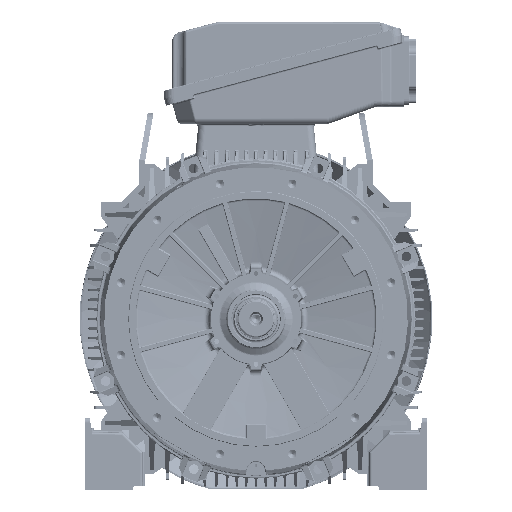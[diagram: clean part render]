
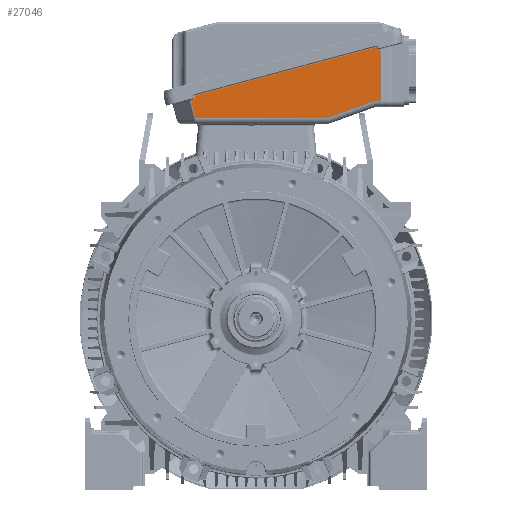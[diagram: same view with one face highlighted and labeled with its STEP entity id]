
A CAD part, front view. The second image highlights one B-rep face of the part: STEP entity #27046.
In plain terms, the highlighted planar face has unit normal (0, -1, -0.013).
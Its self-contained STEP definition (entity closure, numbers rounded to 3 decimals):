
#27046 = ADVANCED_FACE( '', ( #61300 ), #61301, .T. );
#61300 = FACE_OUTER_BOUND( '', #168493, .T. );
#61301 = PLANE( '', #168494 );
#168493 = EDGE_LOOP( '', ( #298981, #298982, #298983, #298984, #298985, #298986, #298987, #298988, #298989, #298990, #298991, #298992, #298993, #298994, #298995 ) );
#168494 = AXIS2_PLACEMENT_3D( '', #298996, #298997, #298998 );
#298981 = ORIENTED_EDGE( '', *, *, #373692, .T. );
#298982 = ORIENTED_EDGE( '', *, *, #357134, .T. );
#298983 = ORIENTED_EDGE( '', *, *, #336890, .T. );
#298984 = ORIENTED_EDGE( '', *, *, #339158, .T. );
#298985 = ORIENTED_EDGE( '', *, *, #373693, .T. );
#298986 = ORIENTED_EDGE( '', *, *, #373694, .T. );
#298987 = ORIENTED_EDGE( '', *, *, #366115, .T. );
#298988 = ORIENTED_EDGE( '', *, *, #373695, .T. );
#298989 = ORIENTED_EDGE( '', *, *, #351829, .T. );
#298990 = ORIENTED_EDGE( '', *, *, #373696, .T. );
#298991 = ORIENTED_EDGE( '', *, *, #373697, .T. );
#298992 = ORIENTED_EDGE( '', *, *, #341419, .T. );
#298993 = ORIENTED_EDGE( '', *, *, #343657, .T. );
#298994 = ORIENTED_EDGE( '', *, *, #366471, .T. );
#298995 = ORIENTED_EDGE( '', *, *, #352600, .T. );
#298996 = CARTESIAN_POINT( '', ( 260.149, 23., 569.208 ) );
#298997 = DIRECTION( '', ( 0., -1., -0.013 ) );
#298998 = DIRECTION( '', ( -1., 0., 0. ) );
#336890 = EDGE_CURVE( '', #382215, #382213, #382216, .T. );
#339158 = EDGE_CURVE( '', #382213, #386318, #386320, .T. );
#341419 = EDGE_CURVE( '', #390323, #390321, #390324, .T. );
#343657 = EDGE_CURVE( '', #390321, #394205, #394207, .T. );
#351829 = EDGE_CURVE( '', #383986, #407817, #407818, .T. );
#352600 = EDGE_CURVE( '', #403798, #409042, #409044, .T. );
#357134 = EDGE_CURVE( '', #416080, #382215, #416081, .T. );
#366115 = EDGE_CURVE( '', #429428, #429426, #429429, .T. );
#366471 = EDGE_CURVE( '', #394205, #403798, #429914, .T. );
#373692 = EDGE_CURVE( '', #409042, #416080, #439389, .T. );
#373693 = EDGE_CURVE( '', #386318, #439390, #439391, .T. );
#373694 = EDGE_CURVE( '', #439390, #429428, #439392, .T. );
#373695 = EDGE_CURVE( '', #429426, #383986, #439393, .T. );
#373696 = EDGE_CURVE( '', #407817, #439394, #439395, .T. );
#373697 = EDGE_CURVE( '', #439394, #390323, #439396, .T. );
#382213 = VERTEX_POINT( '', #449897 );
#382215 = VERTEX_POINT( '', #449899 );
#382216 = ELLIPSE( '', #449900, 4., 4. );
#383986 = VERTEX_POINT( '', #455124 );
#386318 = VERTEX_POINT( '', #463346 );
#386320 = LINE( '', #463348, #463349 );
#390321 = VERTEX_POINT( '', #475507 );
#390323 = VERTEX_POINT( '', #475509 );
#390324 = LINE( '', #475510, #475511 );
#394205 = VERTEX_POINT( '', #488617 );
#394207 = ELLIPSE( '', #488619, 27.002, 27. );
#403798 = VERTEX_POINT( '', #516736 );
#407817 = VERTEX_POINT( '', #528205 );
#407818 = LINE( '', #528206, #528207 );
#409042 = VERTEX_POINT( '', #532011 );
#409044 = B_SPLINE_CURVE_WITH_KNOTS( '', 1, ( #532028, #532029 ), .UNSPECIFIED., .F., .F., ( 2, 2 ), ( 0., 1. ), .UNSPECIFIED. );
#416080 = VERTEX_POINT( '', #553278 );
#416081 = LINE( '', #553279, #553280 );
#429426 = VERTEX_POINT( '', #587989 );
#429428 = VERTEX_POINT( '', #587991 );
#429429 = ELLIPSE( '', #587992, 4., 4. );
#429914 = LINE( '', #589598, #589599 );
#439389 = LINE( '', #617045, #617046 );
#439390 = VERTEX_POINT( '', #617047 );
#439391 = LINE( '', #617048, #617049 );
#439392 = LINE( '', #617050, #617051 );
#439393 = LINE( '', #617052, #617053 );
#439394 = VERTEX_POINT( '', #617054 );
#439395 = LINE( '', #617055, #617056 );
#439396 = ELLIPSE( '', #617057, 3., 3. );
#449897 = CARTESIAN_POINT( '', ( 250.296, 23.115, 560.396 ) );
#449899 = CARTESIAN_POINT( '', ( 255.195, 23.152, 557.567 ) );
#449900 = AXIS2_PLACEMENT_3D( '', #642428, #642429, #642430 );
#455124 = CARTESIAN_POINT( '', ( -134.741, 24.52, 453.084 ) );
#463346 = CARTESIAN_POINT( '', ( 249.519, 23.077, 563.294 ) );
#463348 = CARTESIAN_POINT( '', ( 248.753, 23.04, 566.155 ) );
#463349 = VECTOR( '', #644846, 1000. );
#475507 = CARTESIAN_POINT( '', ( 242.472, 24.557, 450.247 ) );
#475509 = CARTESIAN_POINT( '', ( 147.398, 25.005, 416.02 ) );
#475510 = CARTESIAN_POINT( '', ( 242.522, 24.557, 450.265 ) );
#475511 = VECTOR( '', #647187, 1000. );
#488617 = CARTESIAN_POINT( '', ( 251.618, 24.536, 451.843 ) );
#488619 = AXIS2_PLACEMENT_3D( '', #649476, #649477, #649478 );
#516736 = CARTESIAN_POINT( '', ( 259.613, 24.536, 451.843 ) );
#528205 = CARTESIAN_POINT( '', ( -125.267, 25.008, 415.843 ) );
#528206 = CARTESIAN_POINT( '', ( -138.488, 24.327, 467.814 ) );
#528207 = VECTOR( '', #658288, 1000. );
#532011 = CARTESIAN_POINT( '', ( 259.612, 24.535, 451.935 ) );
#532028 = CARTESIAN_POINT( '', ( 259.613, 24.536, 451.843 ) );
#532029 = CARTESIAN_POINT( '', ( 259.612, 24.535, 451.935 ) );
#553278 = CARTESIAN_POINT( '', ( 258.219, 23.142, 558.378 ) );
#553279 = CARTESIAN_POINT( '', ( 262.727, 23.126, 559.586 ) );
#553280 = VECTOR( '', #663481, 1000. );
#587989 = CARTESIAN_POINT( '', ( -128.969, 24.5, 454.631 ) );
#587991 = CARTESIAN_POINT( '', ( -126.14, 24.436, 459.53 ) );
#587992 = AXIS2_PLACEMENT_3D( '', #672280, #672281, #672282 );
#589598 = CARTESIAN_POINT( '', ( 261.84, 24.536, 451.843 ) );
#589599 = VECTOR( '', #672581, 1000. );
#617045 = CARTESIAN_POINT( '', ( 258.077, 23., 569.181 ) );
#617046 = VECTOR( '', #679281, 1000. );
#617047 = CARTESIAN_POINT( '', ( -126.917, 24.398, 462.428 ) );
#617048 = CARTESIAN_POINT( '', ( 260.915, 23.037, 566.347 ) );
#617049 = VECTOR( '', #679282, 1000. );
#617050 = CARTESIAN_POINT( '', ( -126.13, 24.436, 459.493 ) );
#617051 = VECTOR( '', #679283, 1000. );
#617052 = CARTESIAN_POINT( '', ( 262.727, 23.126, 559.586 ) );
#617053 = VECTOR( '', #679284, 1000. );
#617054 = CARTESIAN_POINT( '', ( 146.382, 25.008, 415.843 ) );
#617055 = CARTESIAN_POINT( '', ( 146.382, 25.008, 415.843 ) );
#617056 = VECTOR( '', #679285, 1000. );
#617057 = AXIS2_PLACEMENT_3D( '', #679286, #679287, #679288 );
#642428 = CARTESIAN_POINT( '', ( 254.16, 23.102, 561.431 ) );
#642429 = DIRECTION( '', ( 0., 1., 0.013 ) );
#642430 = DIRECTION( '', ( 0., 0.013, -1. ) );
#644846 = DIRECTION( '', ( -0.259, -0.013, 0.966 ) );
#647187 = DIRECTION( '', ( 0.941, -0.004, 0.339 ) );
#649476 = CARTESIAN_POINT( '', ( 251.618, 24.89, 424.843 ) );
#649477 = DIRECTION( '', ( 0., 1., 0.013 ) );
#649478 = DIRECTION( '', ( 0., -0.013, 1. ) );
#658288 = DIRECTION( '', ( 0.247, 0.013, -0.969 ) );
#663481 = DIRECTION( '', ( -0.966, 0.003, -0.259 ) );
#672280 = CARTESIAN_POINT( '', ( -130.004, 24.449, 458.495 ) );
#672281 = DIRECTION( '', ( 0., 1., 0.013 ) );
#672282 = DIRECTION( '', ( 0., -0.013, 1. ) );
#672581 = DIRECTION( '', ( 1., 0., 0. ) );
#679281 = DIRECTION( '', ( -0.013, -0.013, 1. ) );
#679282 = DIRECTION( '', ( -0.966, 0.003, -0.259 ) );
#679283 = DIRECTION( '', ( 0.259, 0.013, -0.966 ) );
#679284 = DIRECTION( '', ( -0.966, 0.003, -0.259 ) );
#679285 = DIRECTION( '', ( 1., 0., 0. ) );
#679286 = CARTESIAN_POINT( '', ( 146.382, 24.968, 418.843 ) );
#679287 = DIRECTION( '', ( 0., -1., -0.013 ) );
#679288 = DIRECTION( '', ( 0., 0.013, -1. ) );
